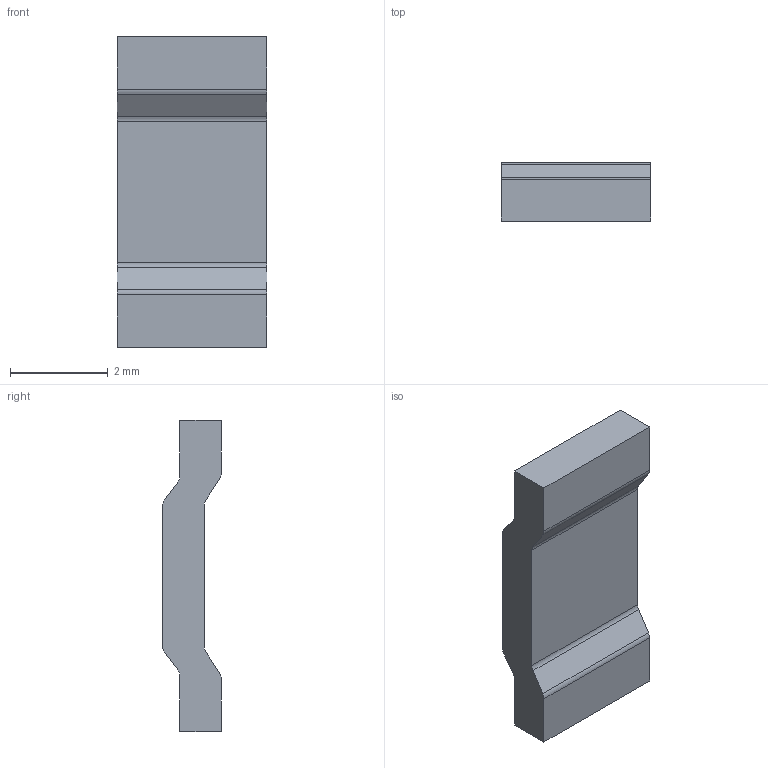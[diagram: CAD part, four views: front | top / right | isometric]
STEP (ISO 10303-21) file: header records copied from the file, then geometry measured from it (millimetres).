
FILE_DESCRIPTION(/* description */ (''),/* implementation_level */ '2;1');
FILE_NAME(/* name */ 'LRMAH2512B-L50FT5.stp',/* time_stamp */ '2023-07-28T07:34:56-04:00',/* author */ ('avery.harrell'),/* organization */ (''),/* preprocessor_version */ 'ST-DEVELOPER v17.2',/* originating_system */ 'Autodesk Inventor 2019',/* authorisation */ '');
FILE_SCHEMA (('AUTOMOTIVE_DESIGN { 1 0 10303 214 3 1 1 }'));
Length unit declared in the file: millimetre
Products named in the file (1): LRMAH2512B-L50FT5
Bounding box: 3.05 x 1.2 x 6.35 mm (x, y, z)
Volume: 16.4 mm3; surface area: 56.4 mm2
Topology: 1 solids, 1 shells, 108 faces, 294 edges, 196 vertices
Faces by surface type: bspline 56, plane 42, cylinder 10
Entity records: 3951 total; most frequent: CARTESIAN_POINT 1544, ORIENTED_EDGE 588, DIRECTION 304, EDGE_CURVE 294, VERTEX_POINT 196, LINE 158, VECTOR 158, B_SPLINE_CURVE_WITH_KNOTS 116
